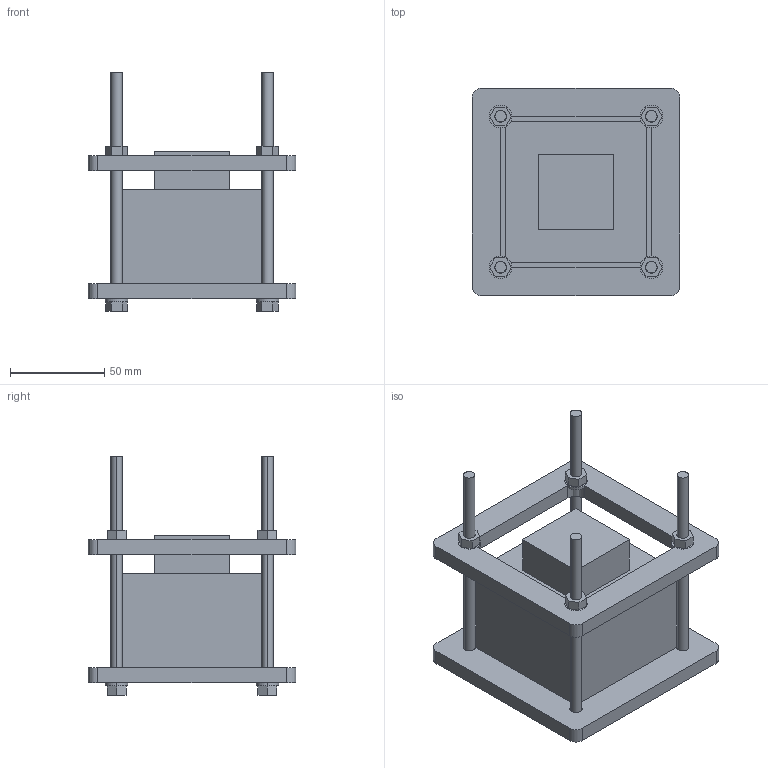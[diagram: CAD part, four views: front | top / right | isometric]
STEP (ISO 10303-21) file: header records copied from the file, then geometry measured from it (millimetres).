
FILE_DESCRIPTION((('zoo.dev export')), '2;1');
FILE_NAME('dump.step', '2026-01-17T09:28:50.999600234+00:00', ('Author unknown'), ('Organization unknown'), 'zoo.dev beta', 'zoo.dev', 'Authorization unknown');
FILE_SCHEMA(('AP203_CONFIGURATION_CONTROLLED_3D_DESIGN_OF_MECHANICAL_PARTS_AND_ASSEMBLIES_MIM_LF'));
Length unit declared in the file: metre
Products named in the file (8): UNIDENTIFIED_PRODUCT
Bounding box: 110 x 110 x 126.6 mm (x, y, z)
Volume: 470405.7 mm3; surface area: 91971 mm2
Topology: 16 solids, 16 shells, 192 faces, 512 edges, 352 vertices
Faces by surface type: plane 116, cylinder 76
Full cylindrical faces by diameter (mm): 6.5 x8
Entity records: 6479 total; most frequent: CARTESIAN_POINT 1732, ORIENTED_EDGE 944, DIRECTION 876, EDGE_CURVE 480, AXIS2_PLACEMENT_3D 356, VERTEX_POINT 336, VECTOR 280, LINE 280
